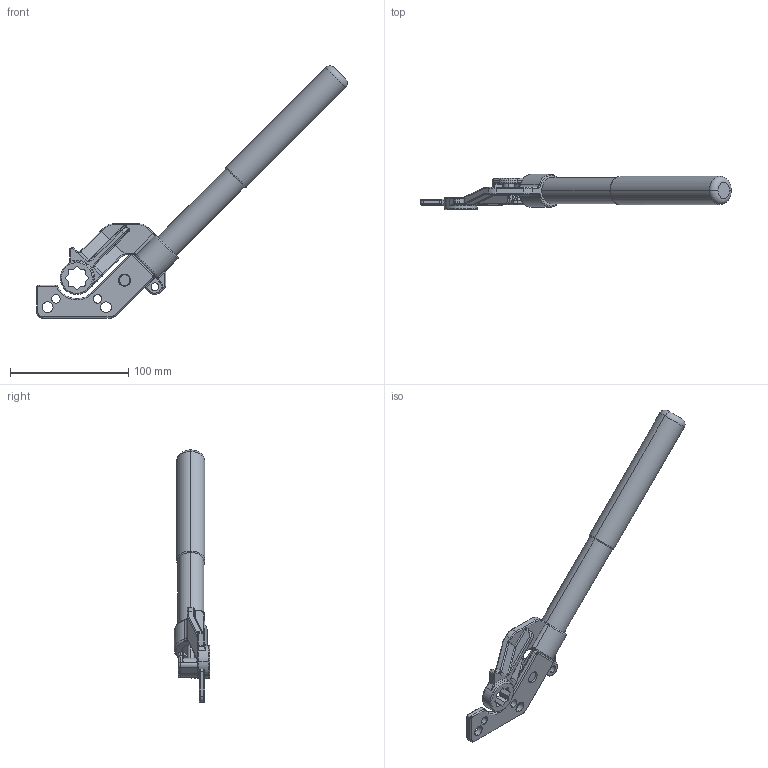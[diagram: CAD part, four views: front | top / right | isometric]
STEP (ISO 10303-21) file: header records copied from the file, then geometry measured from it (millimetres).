
FILE_DESCRIPTION (( 'STEP AP203' ), '1' );
FILE_NAME ('ACHSRF05F0714SV30NM.STEP', '2022-02-15T09:18:17', ( '' ), ( '' ), 'SwSTEP 2.0', 'SolidWorks 2020', '' );
FILE_SCHEMA (( 'CONFIG_CONTROL_DESIGN' ));
Length unit declared in the file: millimetre
Products named in the file (1): ACHSRF05F0714SV30NM
Bounding box: 263.13 x 30.1 x 213.64 mm (x, y, z)
Volume: 136798.9 mm3; surface area: 35333.9 mm2
Topology: 1 solids, 1 shells, 348 faces, 838 edges, 481 vertices
Faces by surface type: cylinder 151, bspline 121, plane 70, cone 4, torus 2
Entity records: 13701 total; most frequent: CARTESIAN_POINT 6226, ORIENTED_EDGE 1648, DIRECTION 1463, EDGE_CURVE 824, AXIS2_PLACEMENT_3D 569, VERTEX_POINT 481, EDGE_LOOP 371, FACE_OUTER_BOUND 348
